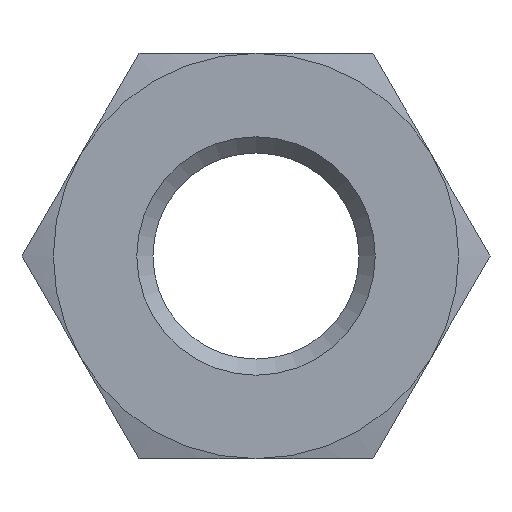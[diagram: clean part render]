
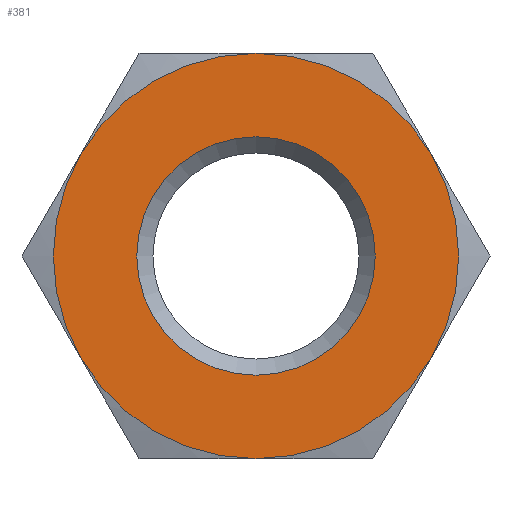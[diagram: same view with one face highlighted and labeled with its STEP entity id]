
A CAD part, left-side view. The second image highlights one B-rep face of the part: STEP entity #381.
In plain terms, the highlighted planar face has unit normal (-1, 0, 0).
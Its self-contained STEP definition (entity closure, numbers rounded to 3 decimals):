
#86=CIRCLE('',#409,8.5);
#87=CIRCLE('',#411,8.5);
#88=CIRCLE('',#413,8.5);
#89=CIRCLE('',#415,8.5);
#90=CIRCLE('',#416,8.5);
#91=CIRCLE('',#417,8.5);
#92=CIRCLE('',#418,5.);
#93=CIRCLE('',#419,5.);
#126=VERTEX_POINT('',#536);
#130=VERTEX_POINT('',#554);
#134=VERTEX_POINT('',#572);
#139=VERTEX_POINT('',#602);
#140=VERTEX_POINT('',#608);
#141=VERTEX_POINT('',#610);
#142=VERTEX_POINT('',#613);
#143=VERTEX_POINT('',#614);
#194=EDGE_CURVE('',#126,#134,#86,.T.);
#195=EDGE_CURVE('',#130,#126,#87,.T.);
#196=EDGE_CURVE('',#134,#139,#88,.T.);
#198=EDGE_CURVE('',#140,#130,#89,.F.);
#199=EDGE_CURVE('',#141,#140,#90,.F.);
#200=EDGE_CURVE('',#139,#141,#91,.F.);
#201=EDGE_CURVE('',#142,#143,#92,.F.);
#202=EDGE_CURVE('',#143,#142,#93,.F.);
#260=ORIENTED_EDGE('',*,*,#198,.F.);
#261=ORIENTED_EDGE('',*,*,#199,.F.);
#262=ORIENTED_EDGE('',*,*,#200,.F.);
#263=ORIENTED_EDGE('',*,*,#196,.F.);
#264=ORIENTED_EDGE('',*,*,#194,.F.);
#265=ORIENTED_EDGE('',*,*,#195,.F.);
#266=ORIENTED_EDGE('',*,*,#201,.T.);
#267=ORIENTED_EDGE('',*,*,#202,.T.);
#332=EDGE_LOOP('',(#260,#261,#262,#263,#264,#265));
#333=EDGE_LOOP('',(#266,#267));
#357=FACE_BOUND('',#332,.T.);
#358=FACE_BOUND('',#333,.T.);
#381=ADVANCED_FACE('',(#357,#358),#675,.F.);
#409=AXIS2_PLACEMENT_3D('',#597,#464,#465);
#411=AXIS2_PLACEMENT_3D('',#599,#468,#469);
#413=AXIS2_PLACEMENT_3D('',#601,#472,#473);
#414=AXIS2_PLACEMENT_3D('',#606,#474,$);
#415=AXIS2_PLACEMENT_3D('',#607,#475,#476);
#416=AXIS2_PLACEMENT_3D('',#609,#477,#478);
#417=AXIS2_PLACEMENT_3D('',#611,#479,#480);
#418=AXIS2_PLACEMENT_3D('',#612,#481,#482);
#419=AXIS2_PLACEMENT_3D('',#615,#483,#484);
#464=DIRECTION('',(1.,0.,0.));
#465=DIRECTION('',(0.,0.,-8.5));
#468=DIRECTION('',(1.,0.,0.));
#469=DIRECTION('',(0.,0.,-8.5));
#472=DIRECTION('',(1.,0.,0.));
#473=DIRECTION('',(0.,0.,-8.5));
#474=DIRECTION('',(1.,0.,0.));
#475=DIRECTION('',(-1.,0.,0.));
#476=DIRECTION('',(0.,0.,-8.5));
#477=DIRECTION('',(-1.,0.,0.));
#478=DIRECTION('',(0.,0.,-8.5));
#479=DIRECTION('',(-1.,0.,0.));
#480=DIRECTION('',(0.,0.,-8.5));
#481=DIRECTION('',(-1.,0.,0.));
#482=DIRECTION('',(0.,0.,5.));
#483=DIRECTION('',(-1.,0.,0.));
#484=DIRECTION('',(0.,0.,5.));
#536=CARTESIAN_POINT('',(0.,0.,8.5));
#554=CARTESIAN_POINT('',(0.,7.361,4.25));
#572=CARTESIAN_POINT('',(0.,-7.361,4.25));
#597=CARTESIAN_POINT('',(0.,0.,0.));
#599=CARTESIAN_POINT('',(0.,0.,0.));
#601=CARTESIAN_POINT('',(0.,0.,0.));
#602=CARTESIAN_POINT('',(0.,-7.361,-4.25));
#606=CARTESIAN_POINT('',(0.,0.,0.));
#607=CARTESIAN_POINT('',(0.,0.,0.));
#608=CARTESIAN_POINT('',(0.,7.361,-4.25));
#609=CARTESIAN_POINT('',(0.,0.,0.));
#610=CARTESIAN_POINT('',(0.,0.,-8.5));
#611=CARTESIAN_POINT('',(0.,0.,0.));
#612=CARTESIAN_POINT('',(0.,0.,0.));
#613=CARTESIAN_POINT('',(0.,0.,-5.));
#614=CARTESIAN_POINT('',(0.,0.,5.));
#615=CARTESIAN_POINT('',(0.,0.,0.));
#675=PLANE('',#414);
